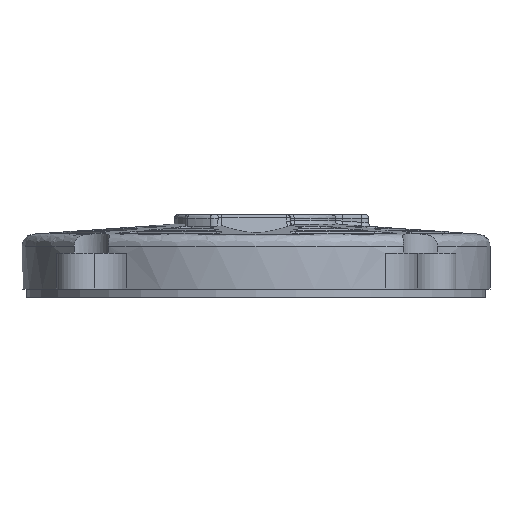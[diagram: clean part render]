
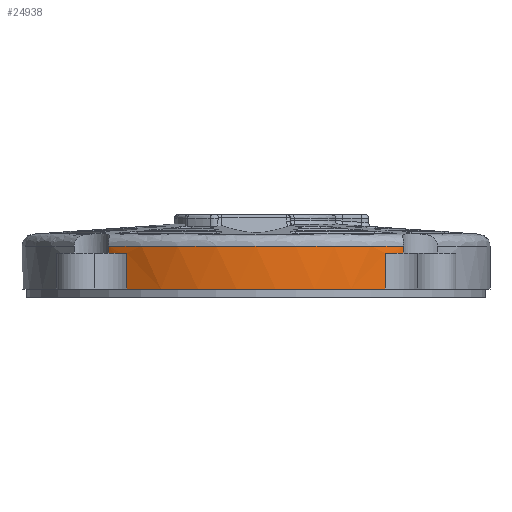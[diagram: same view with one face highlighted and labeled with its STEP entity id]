
A CAD part, front view. The second image highlights one B-rep face of the part: STEP entity #24938.
In plain terms, the highlighted cylindrical face has radius 97.5 mm (diameter 195 mm), a partial arc.
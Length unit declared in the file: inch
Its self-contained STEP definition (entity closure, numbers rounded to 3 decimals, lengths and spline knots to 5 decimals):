
#445 = CARTESIAN_POINT ( 'NONE',  ( -2.12366, -3.19762, 1.38506 ) ) ;
#1202 = ORIENTED_EDGE ( 'NONE', *, *, #11118, .F. ) ;
#1627 = CIRCLE ( 'NONE', #26348, 3.83858 ) ;
#2140 = VERTEX_POINT ( 'NONE', #26993 ) ;
#3398 = VERTEX_POINT ( 'NONE', #28062 ) ;
#3634 = CARTESIAN_POINT ( 'NONE',  ( 0., 0., 1.38506 ) ) ;
#3735 = DIRECTION ( 'NONE',  ( 1., 0., 0. ) ) ;
#4093 = AXIS2_PLACEMENT_3D ( 'NONE', #23961, #5779, #3735 ) ;
#4816 = DIRECTION ( 'NONE',  ( 0., 0., 1. ) ) ;
#5236 = EDGE_CURVE ( 'NONE', #11706, #6227, #25795, .T. ) ;
#5573 = DIRECTION ( 'NONE',  ( 1., 0., 0. ) ) ;
#5679 = AXIS2_PLACEMENT_3D ( 'NONE', #3634, #12596, #5573 ) ;
#5779 = DIRECTION ( 'NONE',  ( 0., 0., 1. ) ) ;
#5865 = CARTESIAN_POINT ( 'NONE',  ( 2.12366, -3.19762, -0.41339 ) ) ;
#6086 = VERTEX_POINT ( 'NONE', #19190 ) ;
#6169 = VECTOR ( 'NONE', #20627, 39.37008 ) ;
#6227 = VERTEX_POINT ( 'NONE', #13217 ) ;
#6242 = CARTESIAN_POINT ( 'NONE',  ( -2.41934, -2.98019, -0.41339 ) ) ;
#6740 = DIRECTION ( 'NONE',  ( 1., 0., 0. ) ) ;
#6777 = ORIENTED_EDGE ( 'NONE', *, *, #27932, .T. ) ;
#7034 = CARTESIAN_POINT ( 'NONE',  ( -2.41934, -2.98019, -1.74965 ) ) ;
#7473 = VECTOR ( 'NONE', #15499, 39.37008 ) ;
#8898 = EDGE_CURVE ( 'NONE', #3398, #17051, #25453, .T. ) ;
#9195 = DIRECTION ( 'NONE',  ( 0., 0., 1. ) ) ;
#9281 = CARTESIAN_POINT ( 'NONE',  ( 0., 0., -1.00394 ) ) ;
#9382 = CARTESIAN_POINT ( 'NONE',  ( 2.12366, -3.19762, -0.41339 ) ) ;
#9733 = CARTESIAN_POINT ( 'NONE',  ( -2.12366, -3.19762, -1.00394 ) ) ;
#10310 = EDGE_CURVE ( 'NONE', #6227, #27735, #13169, .T. ) ;
#10968 = ORIENTED_EDGE ( 'NONE', *, *, #11110, .T. ) ;
#11079 = EDGE_CURVE ( 'NONE', #27735, #6086, #12410, .T. ) ;
#11110 = EDGE_CURVE ( 'NONE', #2140, #11706, #23625, .T. ) ;
#11118 = EDGE_CURVE ( 'NONE', #3398, #22900, #1627, .T. ) ;
#11439 = CARTESIAN_POINT ( 'NONE',  ( 0., 0., -0.29933 ) ) ;
#11541 = ORIENTED_EDGE ( 'NONE', *, *, #12756, .T. ) ;
#11706 = VERTEX_POINT ( 'NONE', #9733 ) ;
#12078 = FACE_OUTER_BOUND ( 'NONE', #18494, .T. ) ;
#12410 = CIRCLE ( 'NONE', #16376, 3.83858 ) ;
#12596 = DIRECTION ( 'NONE',  ( 0., 0., 1. ) ) ;
#12756 = EDGE_CURVE ( 'NONE', #17051, #2140, #16879, .T. ) ;
#13169 = LINE ( 'NONE', #9382, #6169 ) ;
#13217 = CARTESIAN_POINT ( 'NONE',  ( 2.12366, -3.19762, -1.00394 ) ) ;
#13574 = DIRECTION ( 'NONE',  ( 0., 0., -1. ) ) ;
#15499 = DIRECTION ( 'NONE',  ( 0., 0., 1. ) ) ;
#15930 = DIRECTION ( 'NONE',  ( 0., 0., -1. ) ) ;
#16376 = AXIS2_PLACEMENT_3D ( 'NONE', #20351, #9195, #24661 ) ;
#16879 = CIRCLE ( 'NONE', #4093, 3.83858 ) ;
#17051 = VERTEX_POINT ( 'NONE', #6242 ) ;
#18173 = DIRECTION ( 'NONE',  ( 0., 0., 1. ) ) ;
#18321 = ORIENTED_EDGE ( 'NONE', *, *, #10310, .T. ) ;
#18494 = EDGE_LOOP ( 'NONE', ( #25702, #18321, #28145, #6777, #1202, #23694, #11541, #10968 ) ) ;
#19190 = CARTESIAN_POINT ( 'NONE',  ( 2.41934, -2.98019, -0.41339 ) ) ;
#19370 = LINE ( 'NONE', #26680, #7473 ) ;
#19767 = VECTOR ( 'NONE', #15930, 39.37008 ) ;
#20351 = CARTESIAN_POINT ( 'NONE',  ( 0., 0., -0.41339 ) ) ;
#20627 = DIRECTION ( 'NONE',  ( 0., 0., 1. ) ) ;
#21951 = CYLINDRICAL_SURFACE ( 'NONE', #5679, 3.83858 ) ;
#21983 = VECTOR ( 'NONE', #13574, 39.37008 ) ;
#22807 = DIRECTION ( 'NONE',  ( 1., 0., 0. ) ) ;
#22900 = VERTEX_POINT ( 'NONE', #27639 ) ;
#23625 = LINE ( 'NONE', #445, #19767 ) ;
#23694 = ORIENTED_EDGE ( 'NONE', *, *, #8898, .T. ) ;
#23961 = CARTESIAN_POINT ( 'NONE',  ( 0., 0., -0.41339 ) ) ;
#24661 = DIRECTION ( 'NONE',  ( 1., 0., 0. ) ) ;
#24739 = AXIS2_PLACEMENT_3D ( 'NONE', #9281, #18173, #6740 ) ;
#24938 = ADVANCED_FACE ( 'NONE', ( #12078 ), #21951, .T. ) ;
#25453 = LINE ( 'NONE', #7034, #21983 ) ;
#25702 = ORIENTED_EDGE ( 'NONE', *, *, #5236, .T. ) ;
#25795 = CIRCLE ( 'NONE', #24739, 3.83858 ) ;
#26348 = AXIS2_PLACEMENT_3D ( 'NONE', #11439, #4816, #22807 ) ;
#26680 = CARTESIAN_POINT ( 'NONE',  ( 2.41934, -2.98019, -1.74965 ) ) ;
#26993 = CARTESIAN_POINT ( 'NONE',  ( -2.12366, -3.19762, -0.41339 ) ) ;
#27639 = CARTESIAN_POINT ( 'NONE',  ( 2.41934, -2.98019, -0.29933 ) ) ;
#27735 = VERTEX_POINT ( 'NONE', #5865 ) ;
#27932 = EDGE_CURVE ( 'NONE', #6086, #22900, #19370, .T. ) ;
#28062 = CARTESIAN_POINT ( 'NONE',  ( -2.41934, -2.98019, -0.29933 ) ) ;
#28145 = ORIENTED_EDGE ( 'NONE', *, *, #11079, .T. ) ;
